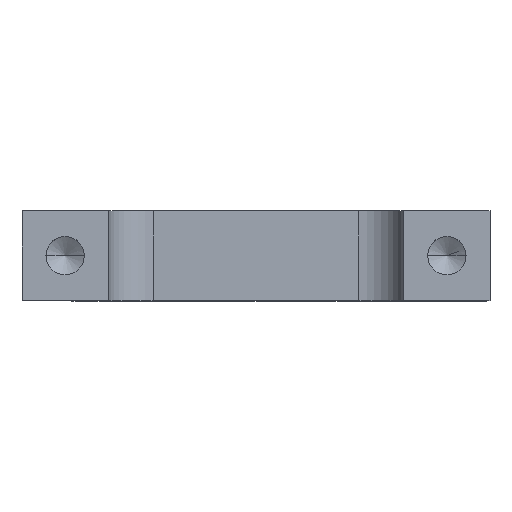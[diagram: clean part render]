
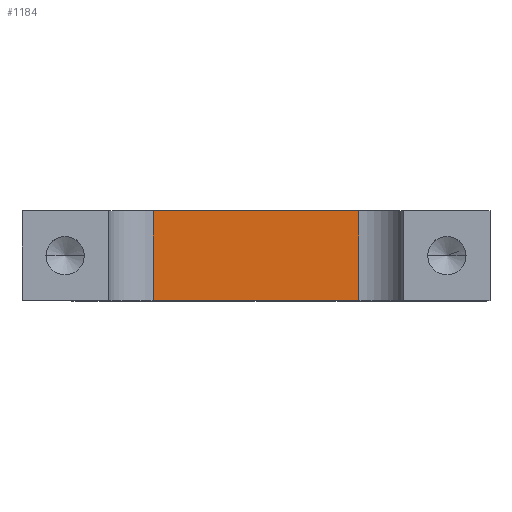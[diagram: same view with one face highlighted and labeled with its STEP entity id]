
A CAD part, top view. The second image highlights one B-rep face of the part: STEP entity #1184.
In plain terms, the highlighted planar face has unit normal (0, 0, 1).
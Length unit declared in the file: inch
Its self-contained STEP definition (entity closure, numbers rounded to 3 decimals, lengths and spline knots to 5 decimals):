
#20 = VERTEX_POINT ( 'NONE', #1324 ) ;
#21 = ORIENTED_EDGE ( 'NONE', *, *, #356, .T. ) ;
#80 = LINE ( 'NONE', #921, #377 ) ;
#93 = VERTEX_POINT ( 'NONE', #492 ) ;
#130 = CARTESIAN_POINT ( 'NONE',  ( -0.4106, 0.25, 0.55 ) ) ;
#205 = EDGE_CURVE ( 'NONE', #93, #20, #575, .T. ) ;
#263 = CARTESIAN_POINT ( 'NONE',  ( -0.2856, 0.25, 0.55 ) ) ;
#264 = DIRECTION ( 'NONE',  ( 1., 0., 0. ) ) ;
#294 = PLANE ( 'NONE',  #887 ) ;
#310 = LINE ( 'NONE', #130, #826 ) ;
#356 = EDGE_CURVE ( 'NONE', #1001, #93, #80, .T. ) ;
#377 = VECTOR ( 'NONE', #944, 39.37008 ) ;
#445 = FACE_OUTER_BOUND ( 'NONE', #1371, .T. ) ;
#478 = CARTESIAN_POINT ( 'NONE',  ( 0.2856, 0.25, 0.55 ) ) ;
#492 = CARTESIAN_POINT ( 'NONE',  ( -0.2856, 0., 0.55 ) ) ;
#506 = DIRECTION ( 'NONE',  ( 0., 0., -1. ) ) ;
#575 = LINE ( 'NONE', #1157, #1121 ) ;
#602 = DIRECTION ( 'NONE',  ( 0., 1., 0. ) ) ;
#616 = CARTESIAN_POINT ( 'NONE',  ( 0.2856, 0.25, 0.55 ) ) ;
#704 = EDGE_CURVE ( 'NONE', #20, #1219, #1085, .T. ) ;
#744 = VECTOR ( 'NONE', #602, 39.37008 ) ;
#826 = VECTOR ( 'NONE', #264, 39.37008 ) ;
#887 = AXIS2_PLACEMENT_3D ( 'NONE', #1174, #506, #1140 ) ;
#921 = CARTESIAN_POINT ( 'NONE',  ( -0.2856, 0., 0.55 ) ) ;
#944 = DIRECTION ( 'NONE',  ( 0., -1., 0. ) ) ;
#1001 = VERTEX_POINT ( 'NONE', #263 ) ;
#1085 = LINE ( 'NONE', #616, #744 ) ;
#1121 = VECTOR ( 'NONE', #1143, 39.37008 ) ;
#1140 = DIRECTION ( 'NONE',  ( -1., 0., 0. ) ) ;
#1143 = DIRECTION ( 'NONE',  ( 1., 0., 0. ) ) ;
#1157 = CARTESIAN_POINT ( 'NONE',  ( -0.4106, 0., 0.55 ) ) ;
#1174 = CARTESIAN_POINT ( 'NONE',  ( -0.4106, 0.25, 0.55 ) ) ;
#1184 = ADVANCED_FACE ( 'NONE', ( #445 ), #294, .F. ) ;
#1205 = ORIENTED_EDGE ( 'NONE', *, *, #205, .T. ) ;
#1210 = ORIENTED_EDGE ( 'NONE', *, *, #704, .T. ) ;
#1219 = VERTEX_POINT ( 'NONE', #478 ) ;
#1320 = EDGE_CURVE ( 'NONE', #1001, #1219, #310, .T. ) ;
#1324 = CARTESIAN_POINT ( 'NONE',  ( 0.2856, 0., 0.55 ) ) ;
#1371 = EDGE_LOOP ( 'NONE', ( #1205, #1210, #1397, #21 ) ) ;
#1397 = ORIENTED_EDGE ( 'NONE', *, *, #1320, .F. ) ;
